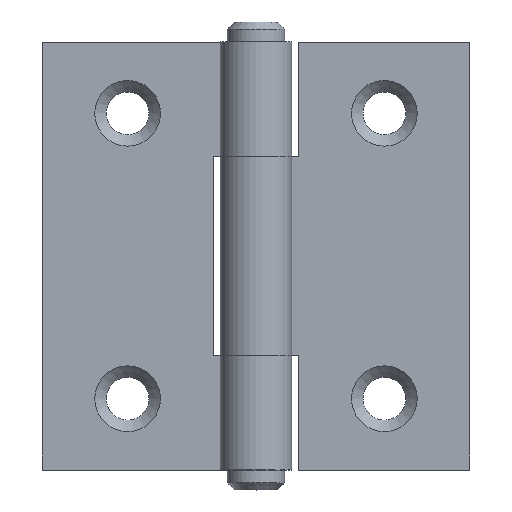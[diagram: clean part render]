
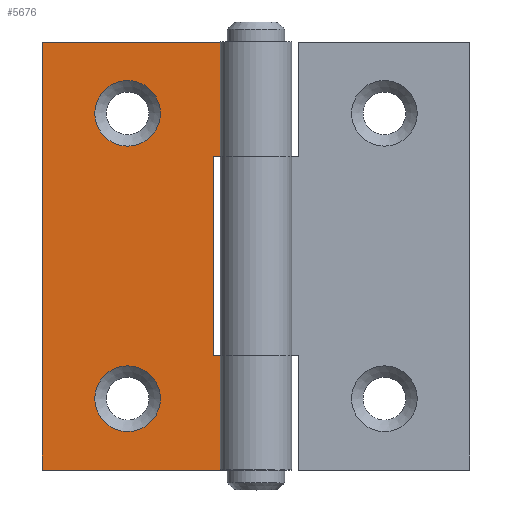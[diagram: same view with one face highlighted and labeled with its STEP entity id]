
A CAD part, top view. The second image highlights one B-rep face of the part: STEP entity #5676.
In plain terms, the highlighted planar face has unit normal (0, 0, 1).
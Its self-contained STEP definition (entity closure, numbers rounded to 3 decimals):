
#84 = DIRECTION ( 'NONE',  ( 0., -1., 0. ) ) ;
#110 = CARTESIAN_POINT ( 'NONE',  ( -11.5, 10., 0.8 ) ) ;
#135 = CARTESIAN_POINT ( 'NONE',  ( -13.8, 10., 0.8 ) ) ;
#188 = VECTOR ( 'NONE', #9399, 1000. ) ;
#310 = EDGE_CURVE ( 'NONE', #3337, #5488, #6894, .T. ) ;
#421 = LINE ( 'NONE', #9298, #188 ) ;
#487 = ORIENTED_EDGE ( 'NONE', *, *, #1735, .F. ) ;
#585 = DIRECTION ( 'NONE',  ( -1., 0., 0. ) ) ;
#798 = AXIS2_PLACEMENT_3D ( 'NONE', #4487, #3615, #1436 ) ;
#824 = DIRECTION ( 'NONE',  ( 1., 0., 0. ) ) ;
#1053 = ORIENTED_EDGE ( 'NONE', *, *, #310, .T. ) ;
#1122 = CARTESIAN_POINT ( 'NONE',  ( -2.5, 15., 0.8 ) ) ;
#1338 = FACE_BOUND ( 'NONE', #3726, .T. ) ;
#1390 = VERTEX_POINT ( 'NONE', #135 ) ;
#1436 = DIRECTION ( 'NONE',  ( -1., 0., 0. ) ) ;
#1581 = FACE_OUTER_BOUND ( 'NONE', #9385, .T. ) ;
#1735 = EDGE_CURVE ( 'NONE', #4192, #6121, #2913, .T. ) ;
#1756 = LINE ( 'NONE', #3518, #8638 ) ;
#1833 = ORIENTED_EDGE ( 'NONE', *, *, #7196, .T. ) ;
#1916 = CIRCLE ( 'NONE', #6622, 2.3 ) ;
#1933 = DIRECTION ( 'NONE',  ( 1., 0., 0. ) ) ;
#1959 = ORIENTED_EDGE ( 'NONE', *, *, #2347, .F. ) ;
#1990 = CARTESIAN_POINT ( 'NONE',  ( -5.5, 15., 0.8 ) ) ;
#2259 = CARTESIAN_POINT ( 'NONE',  ( -2.5, 15., 0.8 ) ) ;
#2301 = AXIS2_PLACEMENT_3D ( 'NONE', #3540, #8833, #585 ) ;
#2347 = EDGE_CURVE ( 'NONE', #6328, #7758, #9566, .T. ) ;
#2592 = ORIENTED_EDGE ( 'NONE', *, *, #3780, .F. ) ;
#2712 = LINE ( 'NONE', #9052, #9260 ) ;
#2823 = VERTEX_POINT ( 'NONE', #5347 ) ;
#2832 = VECTOR ( 'NONE', #4957, 1000. ) ;
#2913 = LINE ( 'NONE', #4494, #8396 ) ;
#3312 = CIRCLE ( 'NONE', #798, 2.3 ) ;
#3337 = VERTEX_POINT ( 'NONE', #6642 ) ;
#3518 = CARTESIAN_POINT ( 'NONE',  ( -2.5, -15., 0.8 ) ) ;
#3540 = CARTESIAN_POINT ( 'NONE',  ( -2.5, 15., 0.8 ) ) ;
#3615 = DIRECTION ( 'NONE',  ( 0., 0., -1. ) ) ;
#3726 = EDGE_LOOP ( 'NONE', ( #6422 ) ) ;
#3780 = EDGE_CURVE ( 'NONE', #6121, #5488, #421, .T. ) ;
#3951 = DIRECTION ( 'NONE',  ( 0., -1., 0. ) ) ;
#4147 = CARTESIAN_POINT ( 'NONE',  ( -17.5, 15., 0.8 ) ) ;
#4192 = VERTEX_POINT ( 'NONE', #4147 ) ;
#4336 = VECTOR ( 'NONE', #6706, 1000. ) ;
#4487 = CARTESIAN_POINT ( 'NONE',  ( -11.5, -10., 0.8 ) ) ;
#4494 = CARTESIAN_POINT ( 'NONE',  ( -2.5, 15., 0.8 ) ) ;
#4957 = DIRECTION ( 'NONE',  ( 0., 1., 0. ) ) ;
#4983 = ORIENTED_EDGE ( 'NONE', *, *, #7970, .T. ) ;
#5004 = VECTOR ( 'NONE', #9658, 1000. ) ;
#5270 = LINE ( 'NONE', #1990, #2832 ) ;
#5338 = DIRECTION ( 'NONE',  ( -1., 0., 0. ) ) ;
#5347 = CARTESIAN_POINT ( 'NONE',  ( -17.5, -15., 0.8 ) ) ;
#5369 = CARTESIAN_POINT ( 'NONE',  ( -2.5, 7., 0.8 ) ) ;
#5472 = EDGE_CURVE ( 'NONE', #1390, #1390, #1916, .T. ) ;
#5488 = VERTEX_POINT ( 'NONE', #5369 ) ;
#5676 = ADVANCED_FACE ( 'NONE', ( #1338, #8328, #1581 ), #8003, .F. ) ;
#5830 = EDGE_CURVE ( 'NONE', #7572, #7572, #3312, .T. ) ;
#5859 = ORIENTED_EDGE ( 'NONE', *, *, #5472, .T. ) ;
#5967 = CARTESIAN_POINT ( 'NONE',  ( -13.8, -10., 0.8 ) ) ;
#5991 = CARTESIAN_POINT ( 'NONE',  ( -2.5, -7., 0.8 ) ) ;
#6121 = VERTEX_POINT ( 'NONE', #1122 ) ;
#6259 = CARTESIAN_POINT ( 'NONE',  ( -2.5, -15., 0.8 ) ) ;
#6328 = VERTEX_POINT ( 'NONE', #5991 ) ;
#6422 = ORIENTED_EDGE ( 'NONE', *, *, #5830, .T. ) ;
#6622 = AXIS2_PLACEMENT_3D ( 'NONE', #110, #9015, #5338 ) ;
#6642 = CARTESIAN_POINT ( 'NONE',  ( -5.5, 7., 0.8 ) ) ;
#6691 = CARTESIAN_POINT ( 'NONE',  ( -5.5, -7., 0.8 ) ) ;
#6706 = DIRECTION ( 'NONE',  ( -1., 0., 0. ) ) ;
#6894 = LINE ( 'NONE', #8999, #5004 ) ;
#6915 = LINE ( 'NONE', #8196, #4336 ) ;
#7186 = EDGE_CURVE ( 'NONE', #4192, #2823, #2712, .T. ) ;
#7196 = EDGE_CURVE ( 'NONE', #6328, #7598, #6915, .T. ) ;
#7572 = VERTEX_POINT ( 'NONE', #5967 ) ;
#7598 = VERTEX_POINT ( 'NONE', #6691 ) ;
#7758 = VERTEX_POINT ( 'NONE', #6259 ) ;
#7970 = EDGE_CURVE ( 'NONE', #7598, #3337, #5270, .T. ) ;
#8003 = PLANE ( 'NONE',  #2301 ) ;
#8196 = CARTESIAN_POINT ( 'NONE',  ( -2.5, -7., 0.8 ) ) ;
#8326 = EDGE_LOOP ( 'NONE', ( #5859 ) ) ;
#8328 = FACE_BOUND ( 'NONE', #8326, .T. ) ;
#8373 = ORIENTED_EDGE ( 'NONE', *, *, #8778, .T. ) ;
#8396 = VECTOR ( 'NONE', #824, 1000. ) ;
#8638 = VECTOR ( 'NONE', #1933, 1000. ) ;
#8736 = VECTOR ( 'NONE', #3951, 1000. ) ;
#8778 = EDGE_CURVE ( 'NONE', #2823, #7758, #1756, .T. ) ;
#8833 = DIRECTION ( 'NONE',  ( 0., 0., -1. ) ) ;
#8999 = CARTESIAN_POINT ( 'NONE',  ( -2.5, 7., 0.8 ) ) ;
#9015 = DIRECTION ( 'NONE',  ( 0., 0., -1. ) ) ;
#9052 = CARTESIAN_POINT ( 'NONE',  ( -17.5, 15., 0.8 ) ) ;
#9162 = ORIENTED_EDGE ( 'NONE', *, *, #7186, .T. ) ;
#9260 = VECTOR ( 'NONE', #84, 1000. ) ;
#9298 = CARTESIAN_POINT ( 'NONE',  ( -2.5, 15., 0.8 ) ) ;
#9385 = EDGE_LOOP ( 'NONE', ( #1959, #1833, #4983, #1053, #2592, #487, #9162, #8373 ) ) ;
#9399 = DIRECTION ( 'NONE',  ( 0., -1., 0. ) ) ;
#9566 = LINE ( 'NONE', #2259, #8736 ) ;
#9658 = DIRECTION ( 'NONE',  ( 1., 0., 0. ) ) ;
